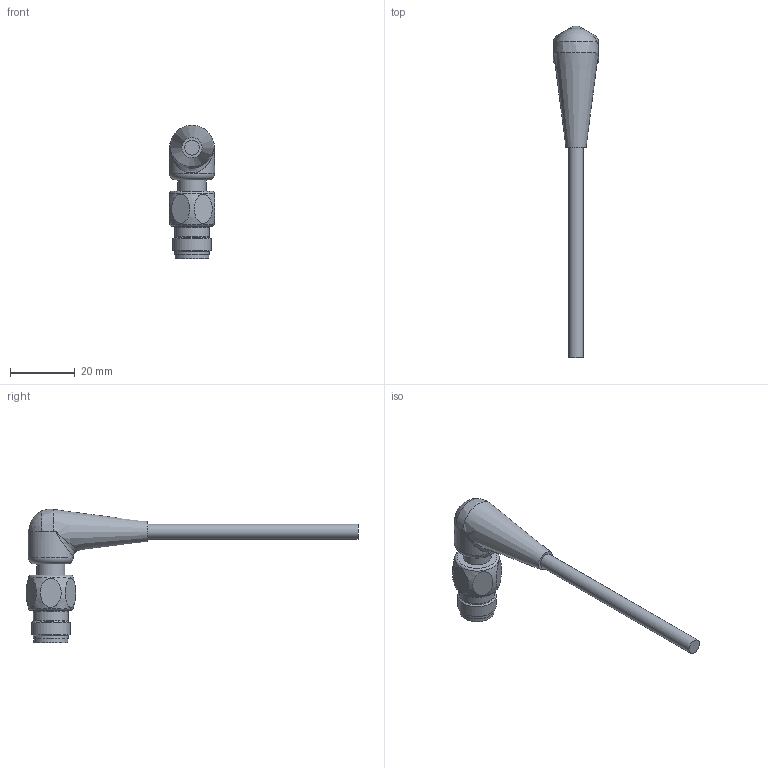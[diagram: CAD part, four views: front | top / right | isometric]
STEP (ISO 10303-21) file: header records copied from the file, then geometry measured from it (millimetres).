
FILE_DESCRIPTION(/* description */ (''),/* implementation_level */ '2;1');
FILE_NAME(/* name */ '8050469-Verbindungsleitung.stp',/* time_stamp */ '2016-05-23T09:36:16+02:00',/* author */ (''),/* organization */ (''),/* preprocessor_version */ 'ST-DEVELOPER v16',/* originating_system */ 'SIEMENS PLM Software NX 10.0',/* authorisation */ '');
FILE_SCHEMA (('AUTOMOTIVE_DESIGN { 1 0 10303 214 3 1 1 1 }'));
Length unit declared in the file: millimetre
Products named in the file (1): t.he0178A4BBmccy
Bounding box: 14 x 102.67 x 41.36 mm (x, y, z)
Volume: 7526.4 mm3; surface area: 3900.5 mm2
Topology: 1 solids, 1 shells, 93 faces, 209 edges, 125 vertices
Faces by surface type: cylinder 34, plane 29, torus 14, sphere 10, cone 3, bspline 3
Full cylindrical faces by diameter (mm): 1 x3, 4.6 x1, 8.3 x1, 8.7 x1, 10.5 x1, 10.8 x2, 11.9 x1, 14 x1
Entity records: 2656 total; most frequent: CARTESIAN_POINT 676, DIRECTION 448, ORIENTED_EDGE 338, AXIS2_PLACEMENT_3D 196, EDGE_CURVE 169, EDGE_LOOP 129, VERTEX_POINT 114, CIRCLE 105
